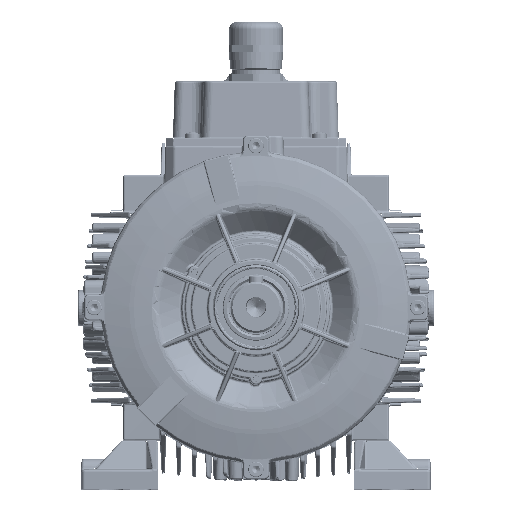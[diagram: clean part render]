
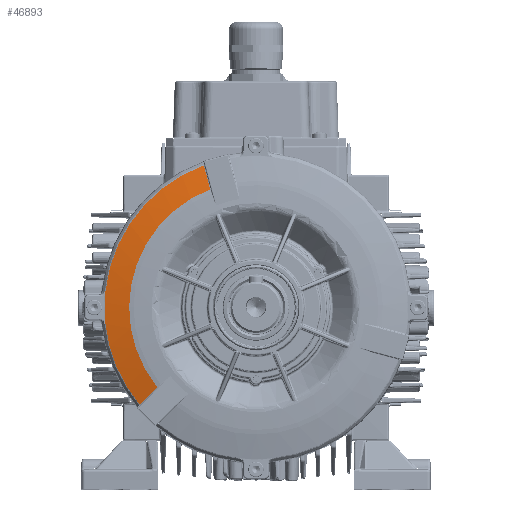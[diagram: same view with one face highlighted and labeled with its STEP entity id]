
A CAD part, top view. The second image highlights one B-rep face of the part: STEP entity #46893.
In plain terms, the highlighted conical face has half-angle 78 degrees and reference radius 68.775 mm.
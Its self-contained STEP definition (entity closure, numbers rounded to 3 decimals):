
#2614=CONICAL_SURFACE('',#148438,68.775,78.);
#12412=B_SPLINE_CURVE_WITH_KNOTS('',3,(#199209,#199210,#199211,#199212),
 .UNSPECIFIED.,.F.,.F.,(4,4),(0.,1.),.UNSPECIFIED.);
#12640=B_SPLINE_CURVE_WITH_KNOTS('',3,(#205586,#205587,#205588,#205589),
 .UNSPECIFIED.,.F.,.F.,(4,4),(0.,1.),.UNSPECIFIED.);
#12664=B_SPLINE_CURVE_WITH_KNOTS('',3,(#205960,#205961,#205962,#205963),
 .UNSPECIFIED.,.F.,.F.,(4,4),(0.,1.),.UNSPECIFIED.);
#12665=B_SPLINE_CURVE_WITH_KNOTS('',3,(#205964,#205965,#205966,#205967,
#205968,#205969,#205970),.UNSPECIFIED.,.F.,.F.,(4,3,4),(0.,0.383,
1.),.UNSPECIFIED.);
#12666=B_SPLINE_CURVE_WITH_KNOTS('',3,(#205972,#205973,#205974,#205975,
#205976,#205977,#205978,#205979,#205980,#205981),.UNSPECIFIED.,.F.,.F.,
(4,3,3,4),(0.,0.134,0.534,1.),.UNSPECIFIED.);
#12667=B_SPLINE_CURVE_WITH_KNOTS('',3,(#205982,#205983,#205984,#205985,
#205986,#205987,#205988,#205989,#205990,#205991),.UNSPECIFIED.,.F.,.F.,
(4,3,3,4),(0.,0.464,0.898,1.),.UNSPECIFIED.);
#12668=B_SPLINE_CURVE_WITH_KNOTS('',3,(#205993,#205994,#205995,#205996,
#205997,#205998,#205999),.UNSPECIFIED.,.F.,.F.,(4,3,4),(0.,0.617,
1.),.UNSPECIFIED.);
#12669=B_SPLINE_CURVE_WITH_KNOTS('',3,(#206000,#206001,#206002,#206003),
 .UNSPECIFIED.,.F.,.F.,(4,4),(0.,1.),.UNSPECIFIED.);
#46893=ADVANCED_FACE('',(#55080),#2614,.T.);
#55080=FACE_OUTER_BOUND('',#61197,.T.);
#61197=EDGE_LOOP('',(#76792,#76793,#76794,#76795,#76796,#76797,#76798,#76799,
#76800,#76801,#76802,#76803));
#67268=CIRCLE('',#147275,83.326);
#67282=CIRCLE('',#147299,83.326);
#67339=CIRCLE('',#147473,83.296);
#68017=CIRCLE('',#148436,69.79);
#76792=ORIENTED_EDGE('',*,*,#115999,.T.);
#76793=ORIENTED_EDGE('',*,*,#116000,.T.);
#76794=ORIENTED_EDGE('',*,*,#115418,.T.);
#76795=ORIENTED_EDGE('',*,*,#114217,.T.);
#76796=ORIENTED_EDGE('',*,*,#116001,.T.);
#76797=ORIENTED_EDGE('',*,*,#116002,.T.);
#76798=ORIENTED_EDGE('',*,*,#114676,.T.);
#76799=ORIENTED_EDGE('',*,*,#116003,.T.);
#76800=ORIENTED_EDGE('',*,*,#116004,.T.);
#76801=ORIENTED_EDGE('',*,*,#114259,.T.);
#76802=ORIENTED_EDGE('',*,*,#115971,.T.);
#76803=ORIENTED_EDGE('',*,*,#116005,.T.);
#103347=VERTEX_POINT('',#190772);
#103348=VERTEX_POINT('',#190774);
#103383=VERTEX_POINT('',#190988);
#103384=VERTEX_POINT('',#190996);
#103764=VERTEX_POINT('',#193487);
#103765=VERTEX_POINT('',#193489);
#104197=VERTEX_POINT('',#199213);
#104204=VERTEX_POINT('',#199266);
#104368=VERTEX_POINT('',#205345);
#104373=VERTEX_POINT('',#205585);
#104383=VERTEX_POINT('',#205971);
#104384=VERTEX_POINT('',#205992);
#114217=EDGE_CURVE('',#103348,#103347,#67268,.T.);
#114259=EDGE_CURVE('',#103383,#103384,#67282,.T.);
#114676=EDGE_CURVE('',#103765,#103764,#67339,.T.);
#115418=EDGE_CURVE('',#104197,#103348,#12412,.T.);
#115971=EDGE_CURVE('',#103384,#104373,#12640,.T.);
#115999=EDGE_CURVE('',#104368,#104204,#68017,.T.);
#116000=EDGE_CURVE('',#104204,#104197,#12664,.T.);
#116001=EDGE_CURVE('',#103347,#104383,#12665,.T.);
#116002=EDGE_CURVE('',#104383,#103765,#12666,.T.);
#116003=EDGE_CURVE('',#103764,#104384,#12667,.T.);
#116004=EDGE_CURVE('',#104384,#103383,#12668,.T.);
#116005=EDGE_CURVE('',#104373,#104368,#12669,.T.);
#147275=AXIS2_PLACEMENT_3D('',#190773,#159780,#159781);
#147299=AXIS2_PLACEMENT_3D('',#190997,#159831,#159832);
#147473=AXIS2_PLACEMENT_3D('',#193488,#160290,#160291);
#148436=AXIS2_PLACEMENT_3D('',#205958,#162302,#162303);
#148438=AXIS2_PLACEMENT_3D('',#206004,#162306,#162307);
#159780=DIRECTION('',(0.,0.,1.));
#159781=DIRECTION('',(1.,0.,0.));
#159831=DIRECTION('',(0.,0.,1.));
#159832=DIRECTION('',(1.,0.,0.));
#160290=DIRECTION('',(0.,0.,1.));
#160291=DIRECTION('',(-1.,0.,0.));
#162302=DIRECTION('',(0.,0.,-1.));
#162303=DIRECTION('',(1.,0.,0.));
#162306=DIRECTION('',(0.,0.,-1.));
#162307=DIRECTION('',(-1.,0.,0.));
#190772=CARTESIAN_POINT('',(-82.851,8.883,-16.963));
#190773=CARTESIAN_POINT('',(0.,0.,-16.963));
#190774=CARTESIAN_POINT('',(-28.706,78.225,-16.963));
#190988=CARTESIAN_POINT('',(-82.844,-8.945,-16.963));
#190996=CARTESIAN_POINT('',(-63.973,-53.392,-16.963));
#190997=CARTESIAN_POINT('',(0.,0.,-16.963));
#193487=CARTESIAN_POINT('',(-82.823,-8.868,-16.956));
#193488=CARTESIAN_POINT('',(0.,0.,-16.956));
#193489=CARTESIAN_POINT('',(-82.83,8.805,-16.956));
#199209=CARTESIAN_POINT('',(-25.337,65.658,-14.21));
#199210=CARTESIAN_POINT('',(-26.46,69.847,-15.127));
#199211=CARTESIAN_POINT('',(-27.583,74.036,-16.044));
#199212=CARTESIAN_POINT('',(-28.706,78.225,-16.963));
#199213=CARTESIAN_POINT('',(-25.337,65.658,-14.21));
#199266=CARTESIAN_POINT('',(-25.177,65.09,-14.085));
#205345=CARTESIAN_POINT('',(-54.349,-43.781,-14.085));
#205585=CARTESIAN_POINT('',(-54.771,-44.193,-14.21));
#205586=CARTESIAN_POINT('',(-63.973,-53.392,-16.963));
#205587=CARTESIAN_POINT('',(-60.906,-50.325,-16.044));
#205588=CARTESIAN_POINT('',(-57.839,-47.259,-15.127));
#205589=CARTESIAN_POINT('',(-54.771,-44.193,-14.21));
#205958=CARTESIAN_POINT('',(0.,0.,-14.085));
#205960=CARTESIAN_POINT('',(-25.177,65.09,-14.085));
#205961=CARTESIAN_POINT('',(-25.233,65.278,-14.127));
#205962=CARTESIAN_POINT('',(-25.286,65.468,-14.169));
#205963=CARTESIAN_POINT('',(-25.337,65.658,-14.21));
#205964=CARTESIAN_POINT('',(-82.851,8.883,-16.963));
#205965=CARTESIAN_POINT('',(-82.849,8.88,-16.962));
#205966=CARTESIAN_POINT('',(-82.848,8.878,-16.962));
#205967=CARTESIAN_POINT('',(-82.846,8.876,-16.961));
#205968=CARTESIAN_POINT('',(-82.843,8.872,-16.961));
#205969=CARTESIAN_POINT('',(-82.84,8.868,-16.96));
#205970=CARTESIAN_POINT('',(-82.838,8.864,-16.959));
#205971=CARTESIAN_POINT('',(-82.838,8.864,-16.959));
#205972=CARTESIAN_POINT('',(-82.838,8.864,-16.959));
#205973=CARTESIAN_POINT('',(-82.836,8.862,-16.959));
#205974=CARTESIAN_POINT('',(-82.835,8.859,-16.959));
#205975=CARTESIAN_POINT('',(-82.835,8.857,-16.959));
#205976=CARTESIAN_POINT('',(-82.833,8.849,-16.958));
#205977=CARTESIAN_POINT('',(-82.832,8.841,-16.958));
#205978=CARTESIAN_POINT('',(-82.832,8.833,-16.957));
#205979=CARTESIAN_POINT('',(-82.831,8.824,-16.957));
#205980=CARTESIAN_POINT('',(-82.83,8.815,-16.957));
#205981=CARTESIAN_POINT('',(-82.83,8.805,-16.956));
#205982=CARTESIAN_POINT('',(-82.823,-8.868,-16.956));
#205983=CARTESIAN_POINT('',(-82.824,-8.877,-16.957));
#205984=CARTESIAN_POINT('',(-82.824,-8.886,-16.957));
#205985=CARTESIAN_POINT('',(-82.825,-8.896,-16.957));
#205986=CARTESIAN_POINT('',(-82.826,-8.904,-16.958));
#205987=CARTESIAN_POINT('',(-82.826,-8.913,-16.958));
#205988=CARTESIAN_POINT('',(-82.829,-8.921,-16.959));
#205989=CARTESIAN_POINT('',(-82.829,-8.923,-16.959));
#205990=CARTESIAN_POINT('',(-82.83,-8.925,-16.959));
#205991=CARTESIAN_POINT('',(-82.831,-8.926,-16.959));
#205992=CARTESIAN_POINT('',(-82.831,-8.926,-16.959));
#205993=CARTESIAN_POINT('',(-82.831,-8.926,-16.959));
#205994=CARTESIAN_POINT('',(-82.834,-8.93,-16.96));
#205995=CARTESIAN_POINT('',(-82.836,-8.934,-16.961));
#205996=CARTESIAN_POINT('',(-82.839,-8.938,-16.961));
#205997=CARTESIAN_POINT('',(-82.841,-8.941,-16.962));
#205998=CARTESIAN_POINT('',(-82.843,-8.943,-16.962));
#205999=CARTESIAN_POINT('',(-82.844,-8.945,-16.963));
#206000=CARTESIAN_POINT('',(-54.771,-44.193,-14.21));
#206001=CARTESIAN_POINT('',(-54.632,-44.054,-14.169));
#206002=CARTESIAN_POINT('',(-54.491,-43.916,-14.127));
#206003=CARTESIAN_POINT('',(-54.349,-43.781,-14.085));
#206004=CARTESIAN_POINT('',(0.,0.,-13.87));
